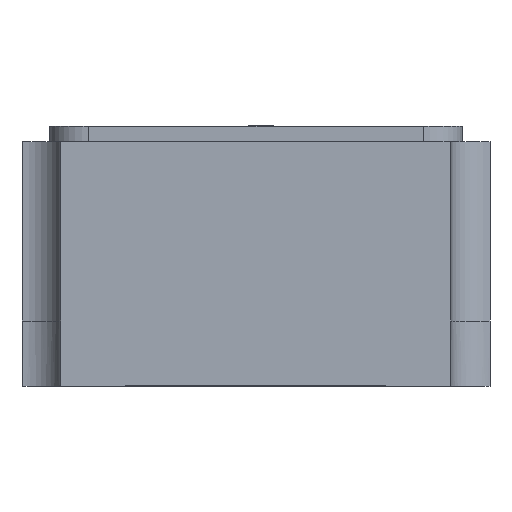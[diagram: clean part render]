
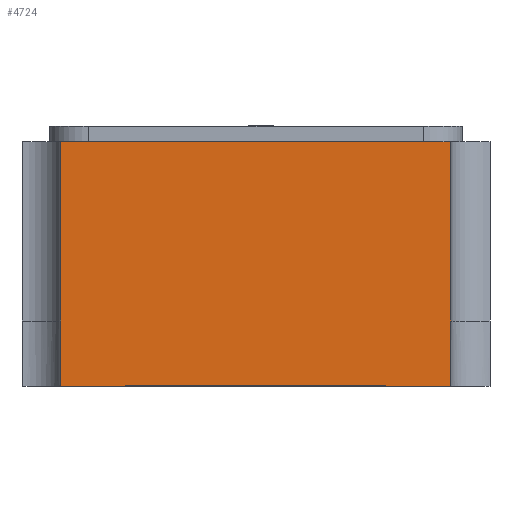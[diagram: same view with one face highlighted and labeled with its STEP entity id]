
A CAD part, left-side view. The second image highlights one B-rep face of the part: STEP entity #4724.
In plain terms, the highlighted planar face has unit normal (-1, 0, 0).
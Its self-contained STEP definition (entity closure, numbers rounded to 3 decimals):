
#7 = VECTOR ( 'NONE', #1706, 1000. ) ;
#17 = VECTOR ( 'NONE', #1733, 1000. ) ;
#40 = VECTOR ( 'NONE', #1802, 1000. ) ;
#46 = VECTOR ( 'NONE', #1820, 1000. ) ;
#1096 = PLANE ( 'NONE',  #4369 ) ;
#1097 = CARTESIAN_POINT ( 'NONE',  ( -2.45, 0.75, 0.47 ) ) ;
#1098 = DIRECTION ( 'NONE',  ( 1., 0., 0. ) ) ;
#1099 = DIRECTION ( 'NONE',  ( 0., 0., -1. ) ) ;
#1389 = VECTOR ( 'NONE', #1485, 1000. ) ;
#1483 = LINE ( 'NONE', #1484, #1389 ) ;
#1484 = CARTESIAN_POINT ( 'NONE',  ( -2.45, -0.75, 0.47 ) ) ;
#1485 = DIRECTION ( 'NONE',  ( 0., 0., -1. ) ) ;
#1668 = LINE ( 'NONE', #1669, #4078 ) ;
#1669 = CARTESIAN_POINT ( 'NONE',  ( -2.45, 0.5, -0.469 ) ) ;
#1670 = DIRECTION ( 'NONE',  ( 0., 0., -1. ) ) ;
#1671 = LINE ( 'NONE', #1672, #4077 ) ;
#1672 = CARTESIAN_POINT ( 'NONE',  ( -2.45, 0.5, -0.469 ) ) ;
#1673 = DIRECTION ( 'NONE',  ( 0., 1., 0. ) ) ;
#1674 = LINE ( 'NONE', #1675, #4211 ) ;
#1675 = CARTESIAN_POINT ( 'NONE',  ( -2.45, -0.5, -0.469 ) ) ;
#1676 = DIRECTION ( 'NONE',  ( 0., 0., -1. ) ) ;
#1677 = LINE ( 'NONE', #1678, #4212 ) ;
#1678 = CARTESIAN_POINT ( 'NONE',  ( -2.45, 0.75, 0.47 ) ) ;
#1679 = DIRECTION ( 'NONE',  ( 0., 0., -1. ) ) ;
#1704 = LINE ( 'NONE', #1705, #7 ) ;
#1705 = CARTESIAN_POINT ( 'NONE',  ( -2.45, -0.75, 0.47 ) ) ;
#1706 = DIRECTION ( 'NONE',  ( 0., 0., -1. ) ) ;
#1731 = LINE ( 'NONE', #1732, #17 ) ;
#1732 = CARTESIAN_POINT ( 'NONE',  ( -2.45, 0.75, 0.47 ) ) ;
#1733 = DIRECTION ( 'NONE',  ( 0., -1., 0. ) ) ;
#1800 = LINE ( 'NONE', #1801, #40 ) ;
#1801 = CARTESIAN_POINT ( 'NONE',  ( -2.45, 0.75, -0.47 ) ) ;
#1802 = DIRECTION ( 'NONE',  ( 0., -1., 0. ) ) ;
#1818 = LINE ( 'NONE', #1819, #46 ) ;
#1819 = CARTESIAN_POINT ( 'NONE',  ( -2.45, 0.75, 0.47 ) ) ;
#1820 = DIRECTION ( 'NONE',  ( 0., 0., -1. ) ) ;
#3699 = CARTESIAN_POINT ( 'NONE',  ( -2.45, 0.75, -0.47 ) ) ;
#3700 = CARTESIAN_POINT ( 'NONE',  ( -2.45, 0.75, -0.22 ) ) ;
#3711 = CARTESIAN_POINT ( 'NONE',  ( -2.45, -0.5, -0.47 ) ) ;
#3712 = CARTESIAN_POINT ( 'NONE',  ( -2.45, -0.75, -0.47 ) ) ;
#3721 = CARTESIAN_POINT ( 'NONE',  ( -2.45, 0.5, -0.47 ) ) ;
#3729 = CARTESIAN_POINT ( 'NONE',  ( -2.45, -0.75, -0.22 ) ) ;
#3733 = CARTESIAN_POINT ( 'NONE',  ( -2.45, -0.75, 0.47 ) ) ;
#3740 = CARTESIAN_POINT ( 'NONE',  ( -2.45, 0.75, 0.47 ) ) ;
#3747 = CARTESIAN_POINT ( 'NONE',  ( -2.45, -0.5, -0.469 ) ) ;
#3749 = CARTESIAN_POINT ( 'NONE',  ( -2.45, 0.5, -0.469 ) ) ;
#3897 = EDGE_CURVE ( 'NONE', #5850, #5851, #5334, .T. ) ;
#4053 = EDGE_LOOP ( 'NONE', ( #6060, #6062, #6061, #6064, #6063, #6065, #6066, #6067, #6068, #6069 ) ) ;
#4077 = VECTOR ( 'NONE', #1673, 1000. ) ;
#4078 = VECTOR ( 'NONE', #1670, 1000. ) ;
#4211 = VECTOR ( 'NONE', #1676, 1000. ) ;
#4212 = VECTOR ( 'NONE', #1679, 1000. ) ;
#4369 = AXIS2_PLACEMENT_3D ( 'NONE', #1097, #1098, #1099 ) ;
#4376 = FACE_OUTER_BOUND ( 'NONE', #4053, .T. ) ;
#4724 = ADVANCED_FACE ( 'NONE', ( #4376 ), #1096, .F. ) ;
#4746 = EDGE_CURVE ( 'NONE', #5868, #5851, #1483, .T. ) ;
#4772 = EDGE_CURVE ( 'NONE', #5888, #5860, #1668, .T. ) ;
#4773 = EDGE_CURVE ( 'NONE', #5886, #5888, #1671, .T. ) ;
#4774 = EDGE_CURVE ( 'NONE', #5886, #5850, #1674, .T. ) ;
#4775 = EDGE_CURVE ( 'NONE', #5879, #5839, #1677, .T. ) ;
#4784 = EDGE_CURVE ( 'NONE', #5872, #5868, #1704, .T. ) ;
#4793 = EDGE_CURVE ( 'NONE', #5879, #5872, #1731, .T. ) ;
#4816 = EDGE_CURVE ( 'NONE', #5838, #5860, #1800, .T. ) ;
#4822 = EDGE_CURVE ( 'NONE', #5839, #5838, #1818, .T. ) ;
#5204 = VECTOR ( 'NONE', #5336, 1000. ) ;
#5334 = LINE ( 'NONE', #5335, #5204 ) ;
#5335 = CARTESIAN_POINT ( 'NONE',  ( -2.45, 0.75, -0.47 ) ) ;
#5336 = DIRECTION ( 'NONE',  ( 0., -1., 0. ) ) ;
#5838 = VERTEX_POINT ( 'NONE', #3699 ) ;
#5839 = VERTEX_POINT ( 'NONE', #3700 ) ;
#5850 = VERTEX_POINT ( 'NONE', #3711 ) ;
#5851 = VERTEX_POINT ( 'NONE', #3712 ) ;
#5860 = VERTEX_POINT ( 'NONE', #3721 ) ;
#5868 = VERTEX_POINT ( 'NONE', #3729 ) ;
#5872 = VERTEX_POINT ( 'NONE', #3733 ) ;
#5879 = VERTEX_POINT ( 'NONE', #3740 ) ;
#5886 = VERTEX_POINT ( 'NONE', #3747 ) ;
#5888 = VERTEX_POINT ( 'NONE', #3749 ) ;
#6060 = ORIENTED_EDGE ( 'NONE', *, *, #4773, .F. ) ;
#6061 = ORIENTED_EDGE ( 'NONE', *, *, #3897, .T. ) ;
#6062 = ORIENTED_EDGE ( 'NONE', *, *, #4774, .T. ) ;
#6063 = ORIENTED_EDGE ( 'NONE', *, *, #4784, .F. ) ;
#6064 = ORIENTED_EDGE ( 'NONE', *, *, #4746, .F. ) ;
#6065 = ORIENTED_EDGE ( 'NONE', *, *, #4793, .F. ) ;
#6066 = ORIENTED_EDGE ( 'NONE', *, *, #4775, .T. ) ;
#6067 = ORIENTED_EDGE ( 'NONE', *, *, #4822, .T. ) ;
#6068 = ORIENTED_EDGE ( 'NONE', *, *, #4816, .T. ) ;
#6069 = ORIENTED_EDGE ( 'NONE', *, *, #4772, .F. ) ;
